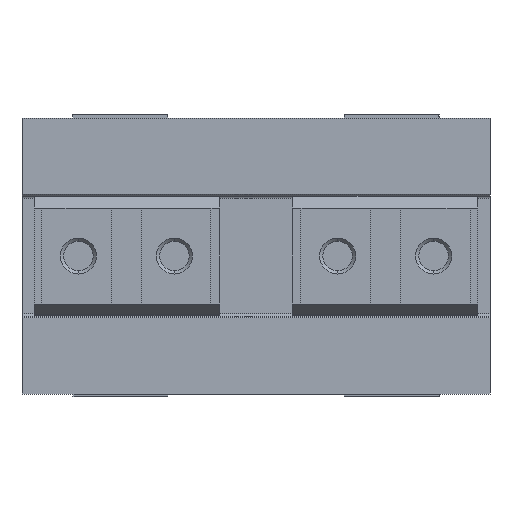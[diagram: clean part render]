
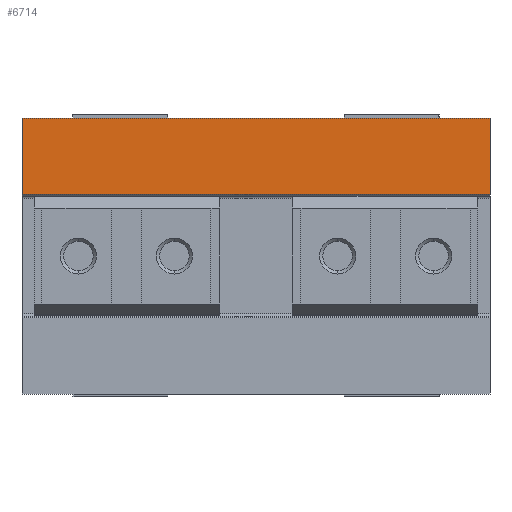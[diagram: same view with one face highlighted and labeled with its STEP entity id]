
A CAD part, left-side view. The second image highlights one B-rep face of the part: STEP entity #6714.
In plain terms, the highlighted planar face has unit normal (-1, 0, 0).
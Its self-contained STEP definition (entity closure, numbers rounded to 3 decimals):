
#87 = CARTESIAN_POINT ( 'NONE',  ( -50., 19.5, 11.5 ) ) ;
#118 = FACE_OUTER_BOUND ( 'NONE', #1505, .T. ) ;
#175 = DIRECTION ( 'NONE',  ( 0., 0., -1. ) ) ;
#383 = CARTESIAN_POINT ( 'NONE',  ( -50., 19.5, 5.141 ) ) ;
#498 = VERTEX_POINT ( 'NONE', #3597 ) ;
#514 = AXIS2_PLACEMENT_3D ( 'NONE', #3154, #3753, #175 ) ;
#821 = DIRECTION ( 'NONE',  ( 0., -1., 0. ) ) ;
#838 = CARTESIAN_POINT ( 'NONE',  ( -50., 19.5, 11.5 ) ) ;
#874 = ORIENTED_EDGE ( 'NONE', *, *, #5127, .F. ) ;
#888 = LINE ( 'NONE', #3239, #6946 ) ;
#1160 = VECTOR ( 'NONE', #3351, 1000. ) ;
#1373 = CARTESIAN_POINT ( 'NONE',  ( -50., -19.5, 11.5 ) ) ;
#1505 = EDGE_LOOP ( 'NONE', ( #1606, #874, #7001, #6814 ) ) ;
#1606 = ORIENTED_EDGE ( 'NONE', *, *, #3680, .T. ) ;
#1807 = VECTOR ( 'NONE', #4966, 1000. ) ;
#2082 = VECTOR ( 'NONE', #4924, 1000. ) ;
#2273 = VERTEX_POINT ( 'NONE', #838 ) ;
#3144 = CARTESIAN_POINT ( 'NONE',  ( -50., -19.5, 11.5 ) ) ;
#3154 = CARTESIAN_POINT ( 'NONE',  ( -50., 0., 0. ) ) ;
#3239 = CARTESIAN_POINT ( 'NONE',  ( -50., 19.5, 5.141 ) ) ;
#3351 = DIRECTION ( 'NONE',  ( 0., 0., 1. ) ) ;
#3597 = CARTESIAN_POINT ( 'NONE',  ( -50., -19.5, 5.141 ) ) ;
#3680 = EDGE_CURVE ( 'NONE', #5569, #498, #888, .T. ) ;
#3753 = DIRECTION ( 'NONE',  ( 1., 0., 0. ) ) ;
#4394 = EDGE_CURVE ( 'NONE', #5569, #2273, #5970, .T. ) ;
#4924 = DIRECTION ( 'NONE',  ( 0., -1., 0. ) ) ;
#4966 = DIRECTION ( 'NONE',  ( 0., 0., -1. ) ) ;
#5127 = EDGE_CURVE ( 'NONE', #6723, #498, #6635, .T. ) ;
#5173 = CARTESIAN_POINT ( 'NONE',  ( -50., 19.5, -11.5 ) ) ;
#5287 = LINE ( 'NONE', #87, #2082 ) ;
#5319 = EDGE_CURVE ( 'NONE', #2273, #6723, #5287, .T. ) ;
#5569 = VERTEX_POINT ( 'NONE', #383 ) ;
#5970 = LINE ( 'NONE', #5173, #1160 ) ;
#6635 = LINE ( 'NONE', #3144, #1807 ) ;
#6714 = ADVANCED_FACE ( 'NONE', ( #118 ), #6791, .F. ) ;
#6723 = VERTEX_POINT ( 'NONE', #1373 ) ;
#6791 = PLANE ( 'NONE',  #514 ) ;
#6814 = ORIENTED_EDGE ( 'NONE', *, *, #4394, .F. ) ;
#6946 = VECTOR ( 'NONE', #821, 1000. ) ;
#7001 = ORIENTED_EDGE ( 'NONE', *, *, #5319, .F. ) ;
